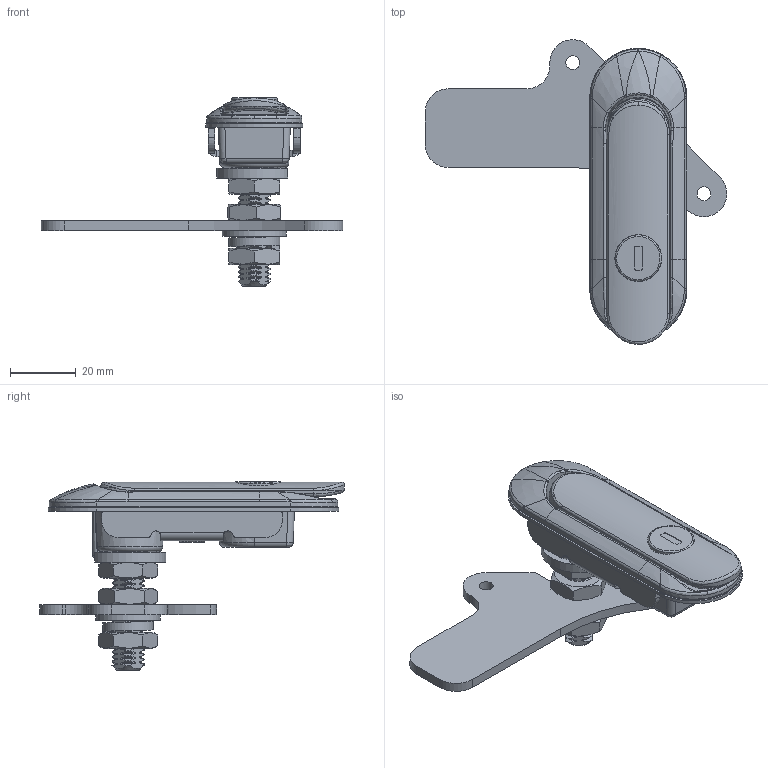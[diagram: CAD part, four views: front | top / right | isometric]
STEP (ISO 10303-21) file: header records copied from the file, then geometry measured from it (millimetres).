
FILE_DESCRIPTION(/* description */ (''),/* implementation_level */ '2;1');
FILE_NAME(/* name */ 'AF3283-1-316.stp',/* time_stamp */ '2024-09-09T11:29:49+09:00',/* author */ ('user'),/* organization */ (''),/* preprocessor_version */ 'ST-DEVELOPER v15.6',/* originating_system */ 'Autodesk Inventor 2015',/* authorisation */ '');
FILE_SCHEMA (('AUTOMOTIVE_DESIGN { 1 0 10303 214 3 1 1 }'));
Products named in the file (15): 1베이스; 1패킹; 1핸들; 2캠샤프트; 키코어; 키코어 커버; 키코어 (1); 1브라켓; 2볼트2; 2너트; 2와샤(평); 2방향캠; 2스프링와셔_2.6Tx15.6x10.5; 날개; AF3283-1-316
Bounding box: 91.98 x 92.99 x 57.5 mm (x, y, z)
Volume: 31500.4 mm3; surface area: 34528.2 mm2
Topology: 15 solids, 15 shells, 1282 faces, 3394 edges, 2151 vertices
Faces by surface type: cylinder 440, bspline 387, plane 325, torus 75, cone 39, sphere 16
Full cylindrical faces by diameter (mm): 3.1 x3, 4.134 x1, 4.2 x2, 5 x1, 5.5 x1, 6 x1, 6.5 x1, 10.6 x1, 10.8 x1, 13.1 x1, 13.2 x1, 14 x1, 14.3 x1, 14.4 x1, 19.6 x1
Entity records: 63330 total; most frequent: CARTESIAN_POINT 35603, ORIENTED_EDGE 6428, DIRECTION 4610, EDGE_CURVE 3214, VERTEX_POINT 2051, AXIS2_PLACEMENT_3D 1702, EDGE_LOOP 1333, FACE_OUTER_BOUND 1245
